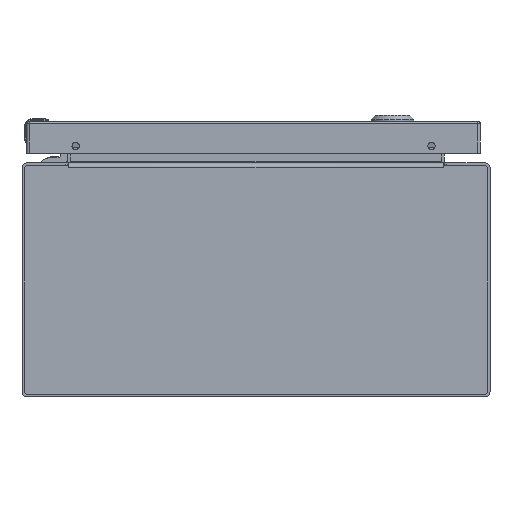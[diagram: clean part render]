
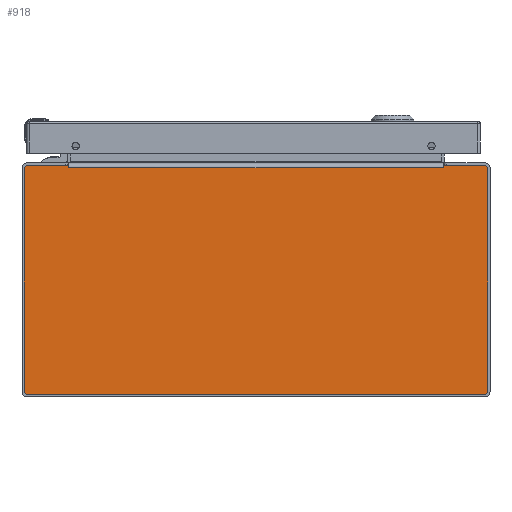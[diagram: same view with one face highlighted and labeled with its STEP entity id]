
A CAD part, front view. The second image highlights one B-rep face of the part: STEP entity #918.
In plain terms, the highlighted planar face has unit normal (0, -1, 0).
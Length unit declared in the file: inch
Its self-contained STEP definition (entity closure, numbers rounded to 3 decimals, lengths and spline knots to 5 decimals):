
#347 = CARTESIAN_POINT ( 'NONE',  ( 0., -6., -2.937 ) ) ;
#858 = LINE ( 'NONE', #347, #64002 ) ;
#918 = ADVANCED_FACE ( 'NONE', ( #95674 ), #88078, .T. ) ;
#989 = VERTEX_POINT ( 'NONE', #46139 ) ;
#2183 = ORIENTED_EDGE ( 'NONE', *, *, #5580, .F. ) ;
#2767 = CARTESIAN_POINT ( 'NONE',  ( 0., -6., 2.883 ) ) ;
#2982 = VERTEX_POINT ( 'NONE', #94412 ) ;
#3832 = DIRECTION ( 'NONE',  ( 0., 0., -1. ) ) ;
#3846 = EDGE_CURVE ( 'NONE', #989, #67290, #44613, .T. ) ;
#4505 = DIRECTION ( 'NONE',  ( 1., 0., 0. ) ) ;
#5580 = EDGE_CURVE ( 'NONE', #72938, #29782, #63834, .T. ) ;
#7071 = EDGE_CURVE ( 'NONE', #2982, #33645, #50662, .T. ) ;
#7257 = VERTEX_POINT ( 'NONE', #20459 ) ;
#7698 = CIRCLE ( 'NONE', #65696, 0.08 ) ;
#9430 = ORIENTED_EDGE ( 'NONE', *, *, #95657, .F. ) ;
#9782 = CARTESIAN_POINT ( 'NONE',  ( -5.857, -6., 2.937 ) ) ;
#9895 = CIRCLE ( 'NONE', #59823, 0.08 ) ;
#10972 = EDGE_LOOP ( 'NONE', ( #91520, #91065, #33264, #66604, #9430, #14187, #28504, #57376, #78650, #65247, #41292, #27657, #47956, #2183 ) ) ;
#13421 = CARTESIAN_POINT ( 'NONE',  ( 5.937, -6., 0. ) ) ;
#14187 = ORIENTED_EDGE ( 'NONE', *, *, #75242, .F. ) ;
#15974 = CARTESIAN_POINT ( 'NONE',  ( -4.80579, -6., 2.883 ) ) ;
#18256 = CARTESIAN_POINT ( 'NONE',  ( -5.937, -6., -2.857 ) ) ;
#20459 = CARTESIAN_POINT ( 'NONE',  ( 5.857, -6., -2.937 ) ) ;
#20691 = CARTESIAN_POINT ( 'NONE',  ( 4.80579, -6., 2.883 ) ) ;
#21509 = DIRECTION ( 'NONE',  ( 0., 1., 0. ) ) ;
#21940 = DIRECTION ( 'NONE',  ( 1., 0., 0. ) ) ;
#22050 = EDGE_CURVE ( 'NONE', #55380, #85838, #23621, .T. ) ;
#23227 = VECTOR ( 'NONE', #74959, 39.37008 ) ;
#23621 = LINE ( 'NONE', #54863, #31042 ) ;
#24811 = EDGE_CURVE ( 'NONE', #85838, #55890, #9895, .T. ) ;
#26860 = CARTESIAN_POINT ( 'NONE',  ( 5.857, -6., 2.857 ) ) ;
#27657 = ORIENTED_EDGE ( 'NONE', *, *, #7071, .T. ) ;
#28055 = EDGE_CURVE ( 'NONE', #55890, #72938, #40891, .T. ) ;
#28070 = DIRECTION ( 'NONE',  ( 0., -1., 0. ) ) ;
#28504 = ORIENTED_EDGE ( 'NONE', *, *, #44516, .F. ) ;
#28643 = VERTEX_POINT ( 'NONE', #95994 ) ;
#29782 = VERTEX_POINT ( 'NONE', #96733 ) ;
#31042 = VECTOR ( 'NONE', #78570, 39.37008 ) ;
#32800 = DIRECTION ( 'NONE',  ( 0., 0., -1. ) ) ;
#33264 = ORIENTED_EDGE ( 'NONE', *, *, #22050, .F. ) ;
#33295 = CARTESIAN_POINT ( 'NONE',  ( -5.857, -6., 2.857 ) ) ;
#33330 = LINE ( 'NONE', #94875, #53067 ) ;
#33645 = VERTEX_POINT ( 'NONE', #89514 ) ;
#37795 = EDGE_CURVE ( 'NONE', #89286, #989, #51664, .T. ) ;
#40891 = LINE ( 'NONE', #79708, #54092 ) ;
#41292 = ORIENTED_EDGE ( 'NONE', *, *, #78963, .T. ) ;
#43646 = CIRCLE ( 'NONE', #50080, 0.08 ) ;
#44516 = EDGE_CURVE ( 'NONE', #67290, #77806, #82510, .T. ) ;
#44613 = CIRCLE ( 'NONE', #81709, 0.08 ) ;
#45048 = DIRECTION ( 'NONE',  ( 0., 0., -1. ) ) ;
#45862 = VECTOR ( 'NONE', #64823, 39.37008 ) ;
#46139 = CARTESIAN_POINT ( 'NONE',  ( 5.857, -6., 2.937 ) ) ;
#47956 = ORIENTED_EDGE ( 'NONE', *, *, #89940, .F. ) ;
#50080 = AXIS2_PLACEMENT_3D ( 'NONE', #82959, #21509, #53199 ) ;
#50662 = LINE ( 'NONE', #2767, #80609 ) ;
#51664 = LINE ( 'NONE', #98637, #91529 ) ;
#52722 = CARTESIAN_POINT ( 'NONE',  ( 5.937, -6., -2.857 ) ) ;
#53067 = VECTOR ( 'NONE', #64036, 39.37008 ) ;
#53199 = DIRECTION ( 'NONE',  ( 0., 0., -1. ) ) ;
#53674 = CARTESIAN_POINT ( 'NONE',  ( 4.82312, -6., 2.937 ) ) ;
#54092 = VECTOR ( 'NONE', #4505, 39.37008 ) ;
#54863 = CARTESIAN_POINT ( 'NONE',  ( -5.937, -6., 0. ) ) ;
#55380 = VERTEX_POINT ( 'NONE', #18256 ) ;
#55890 = VERTEX_POINT ( 'NONE', #9782 ) ;
#56958 = DIRECTION ( 'NONE',  ( 0., 1., 0. ) ) ;
#57376 = ORIENTED_EDGE ( 'NONE', *, *, #3846, .F. ) ;
#59823 = AXIS2_PLACEMENT_3D ( 'NONE', #33295, #56958, #32800 ) ;
#61963 = AXIS2_PLACEMENT_3D ( 'NONE', #97176, #28070, #3832 ) ;
#63044 = CARTESIAN_POINT ( 'NONE',  ( -5.857, -6., -2.857 ) ) ;
#63065 = EDGE_CURVE ( 'NONE', #89286, #28643, #33330, .T. ) ;
#63693 = DIRECTION ( 'NONE',  ( 0., 1., 0. ) ) ;
#63834 = LINE ( 'NONE', #79508, #45862 ) ;
#64002 = VECTOR ( 'NONE', #78034, 39.37008 ) ;
#64036 = DIRECTION ( 'NONE',  ( -0.174, 0., -0.985 ) ) ;
#64823 = DIRECTION ( 'NONE',  ( 0.174, 0., -0.985 ) ) ;
#65247 = ORIENTED_EDGE ( 'NONE', *, *, #63065, .T. ) ;
#65696 = AXIS2_PLACEMENT_3D ( 'NONE', #63044, #68253, #45048 ) ;
#66604 = ORIENTED_EDGE ( 'NONE', *, *, #72993, .F. ) ;
#67290 = VERTEX_POINT ( 'NONE', #98282 ) ;
#68253 = DIRECTION ( 'NONE',  ( 0., 1., 0. ) ) ;
#72249 = CARTESIAN_POINT ( 'NONE',  ( -5.857, -6., -2.937 ) ) ;
#72938 = VERTEX_POINT ( 'NONE', #97578 ) ;
#72993 = EDGE_CURVE ( 'NONE', #82082, #55380, #7698, .T. ) ;
#73645 = VECTOR ( 'NONE', #76002, 39.37008 ) ;
#74959 = DIRECTION ( 'NONE',  ( 0., 0., -1. ) ) ;
#75095 = DIRECTION ( 'NONE',  ( -1., 0., 0. ) ) ;
#75242 = EDGE_CURVE ( 'NONE', #77806, #7257, #43646, .T. ) ;
#76002 = DIRECTION ( 'NONE',  ( 1., 0., 0. ) ) ;
#77806 = VERTEX_POINT ( 'NONE', #52722 ) ;
#78034 = DIRECTION ( 'NONE',  ( -1., 0., 0. ) ) ;
#78570 = DIRECTION ( 'NONE',  ( 0., 0., 1. ) ) ;
#78650 = ORIENTED_EDGE ( 'NONE', *, *, #37795, .F. ) ;
#78963 = EDGE_CURVE ( 'NONE', #28643, #2982, #97350, .T. ) ;
#79508 = CARTESIAN_POINT ( 'NONE',  ( -4.81836, -6., 2.91 ) ) ;
#79708 = CARTESIAN_POINT ( 'NONE',  ( 0., -6., 2.937 ) ) ;
#80609 = VECTOR ( 'NONE', #87019, 39.37008 ) ;
#81709 = AXIS2_PLACEMENT_3D ( 'NONE', #26860, #63693, #86407 ) ;
#82082 = VERTEX_POINT ( 'NONE', #72249 ) ;
#82510 = LINE ( 'NONE', #13421, #23227 ) ;
#82959 = CARTESIAN_POINT ( 'NONE',  ( 5.857, -6., -2.857 ) ) ;
#83059 = LINE ( 'NONE', #15974, #73645 ) ;
#85288 = VECTOR ( 'NONE', #75095, 39.37008 ) ;
#85838 = VERTEX_POINT ( 'NONE', #87280 ) ;
#86407 = DIRECTION ( 'NONE',  ( 0., 0., -1. ) ) ;
#87019 = DIRECTION ( 'NONE',  ( -1., 0., 0. ) ) ;
#87280 = CARTESIAN_POINT ( 'NONE',  ( -5.937, -6., 2.857 ) ) ;
#88078 = PLANE ( 'NONE',  #61963 ) ;
#89286 = VERTEX_POINT ( 'NONE', #53674 ) ;
#89514 = CARTESIAN_POINT ( 'NONE',  ( -4.798, -6., 2.883 ) ) ;
#89940 = EDGE_CURVE ( 'NONE', #29782, #33645, #83059, .T. ) ;
#91065 = ORIENTED_EDGE ( 'NONE', *, *, #24811, .F. ) ;
#91520 = ORIENTED_EDGE ( 'NONE', *, *, #28055, .F. ) ;
#91529 = VECTOR ( 'NONE', #21940, 39.37008 ) ;
#94412 = CARTESIAN_POINT ( 'NONE',  ( 4.798, -6., 2.883 ) ) ;
#94875 = CARTESIAN_POINT ( 'NONE',  ( 4.81836, -6., 2.91 ) ) ;
#95657 = EDGE_CURVE ( 'NONE', #7257, #82082, #858, .T. ) ;
#95674 = FACE_OUTER_BOUND ( 'NONE', #10972, .T. ) ;
#95994 = CARTESIAN_POINT ( 'NONE',  ( 4.8136, -6., 2.883 ) ) ;
#96733 = CARTESIAN_POINT ( 'NONE',  ( -4.8136, -6., 2.883 ) ) ;
#97176 = CARTESIAN_POINT ( 'NONE',  ( 0., -6., 0. ) ) ;
#97350 = LINE ( 'NONE', #20691, #85288 ) ;
#97578 = CARTESIAN_POINT ( 'NONE',  ( -4.82312, -6., 2.937 ) ) ;
#98282 = CARTESIAN_POINT ( 'NONE',  ( 5.937, -6., 2.857 ) ) ;
#98637 = CARTESIAN_POINT ( 'NONE',  ( 0., -6., 2.937 ) ) ;
